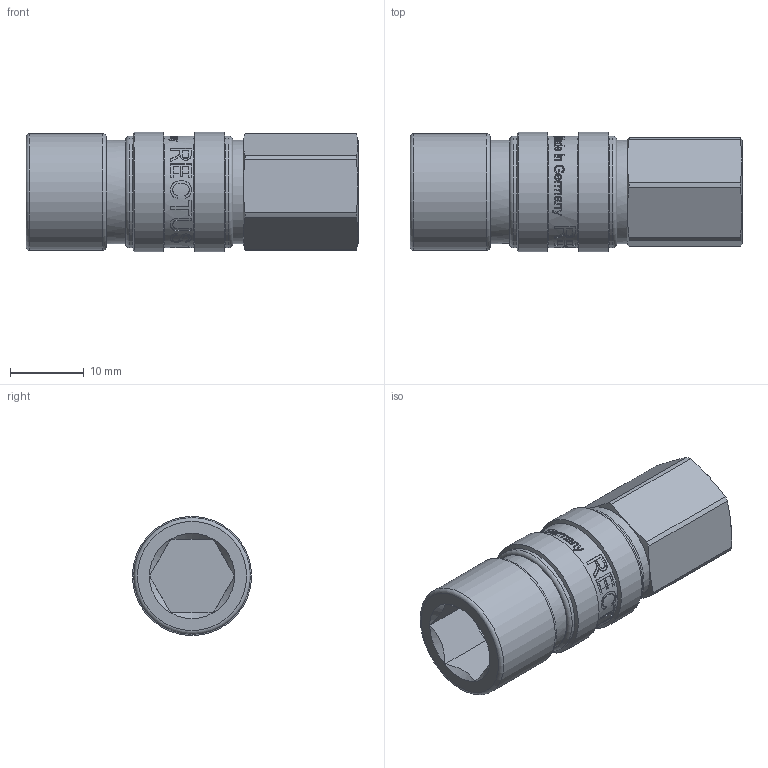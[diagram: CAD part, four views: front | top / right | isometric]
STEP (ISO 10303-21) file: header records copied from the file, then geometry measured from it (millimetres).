
FILE_DESCRIPTION(/* description */ ('21KAIW10MPX6-45044'),/* implementation_level */ '2;1');
FILE_NAME(/* name */ '21kaiw10mpx6.stp',/* time_stamp */ '2019-10-04T07:35:53+02:00',/* author */ ('IA176480'),/* organization */ (''),/* preprocessor_version */ 'ST-DEVELOPER v17',/* originating_system */ 'Autodesk Inventor 2019',/* authorisation */ '');
FILE_SCHEMA (('AUTOMOTIVE_DESIGN { 1 0 10303 214 3 1 1 }'));
Products named in the file (1): D110099
Bounding box: 45 x 16.15 x 16.15 mm (x, y, z)
Volume: 6444.2 mm3; surface area: 4462.4 mm2
Topology: 1 solids, 3 shells, 461 faces, 1262 edges, 850 vertices
Faces by surface type: bspline 211, plane 152, cylinder 65, cone 29, torus 4
Full cylindrical faces by diameter (mm): 8.566 x1, 11.284 x2, 11.4 x1, 11.46 x1, 12 x1, 12.1 x1, 12.15 x1, 14 x4, 15.1 x3, 15.8 x1, 16.15 x2
Entity records: 64360 total; most frequent: CARTESIAN_POINT 53806, ORIENTED_EDGE 2524, DIRECTION 1339, EDGE_CURVE 1262, VERTEX_POINT 850, B_SPLINE_CURVE_WITH_KNOTS 565, EDGE_LOOP 508, FACE_OUTER_BOUND 461
